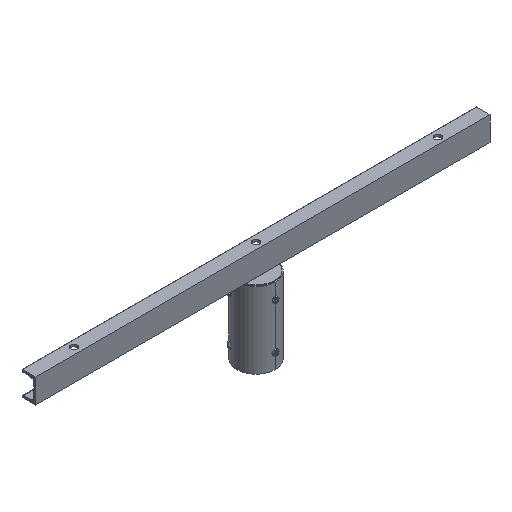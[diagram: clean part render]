
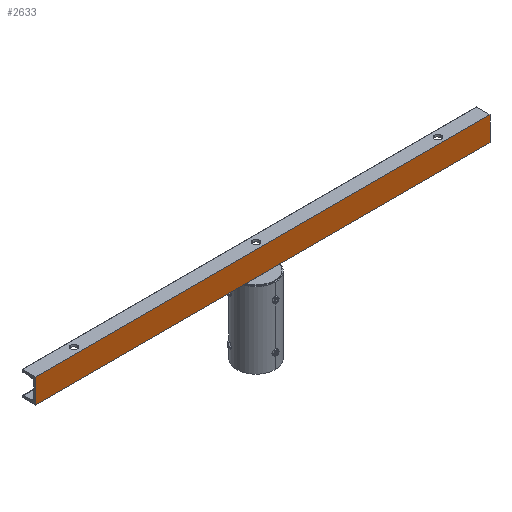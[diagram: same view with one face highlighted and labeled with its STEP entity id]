
A CAD part, isometric view. The second image highlights one B-rep face of the part: STEP entity #2633.
In plain terms, the highlighted face is planar.
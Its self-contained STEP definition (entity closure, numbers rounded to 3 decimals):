
#121 = CARTESIAN_POINT ( 'NONE',  ( 0., 0., -750. ) ) ;
#219 = VERTEX_POINT ( 'NONE', #3329 ) ;
#284 = DIRECTION ( 'NONE',  ( 0., 1., 0. ) ) ;
#354 = VECTOR ( 'NONE', #3457, 1000. ) ;
#428 = VECTOR ( 'NONE', #4331, 1000. ) ;
#585 = DIRECTION ( 'NONE',  ( 1., 0., 0. ) ) ;
#622 = CARTESIAN_POINT ( 'NONE',  ( 0., 80., -750. ) ) ;
#749 = VERTEX_POINT ( 'NONE', #1909 ) ;
#792 = DIRECTION ( 'NONE',  ( 0., 0., -1. ) ) ;
#856 = ORIENTED_EDGE ( 'NONE', *, *, #2232, .F. ) ;
#1280 = VECTOR ( 'NONE', #2599, 1000. ) ;
#1546 = VERTEX_POINT ( 'NONE', #121 ) ;
#1594 = CARTESIAN_POINT ( 'NONE',  ( 0., 80., -750. ) ) ;
#1708 = AXIS2_PLACEMENT_3D ( 'NONE', #3699, #585, #284 ) ;
#1736 = EDGE_CURVE ( 'NONE', #2592, #1546, #3628, .T. ) ;
#1896 = CARTESIAN_POINT ( 'NONE',  ( 0., 80., 750. ) ) ;
#1909 = CARTESIAN_POINT ( 'NONE',  ( 0., 0., 750. ) ) ;
#2111 = ORIENTED_EDGE ( 'NONE', *, *, #3509, .F. ) ;
#2232 = EDGE_CURVE ( 'NONE', #219, #749, #3865, .T. ) ;
#2261 = ORIENTED_EDGE ( 'NONE', *, *, #1736, .T. ) ;
#2337 = EDGE_CURVE ( 'NONE', #219, #2592, #3975, .T. ) ;
#2387 = PLANE ( 'NONE',  #1708 ) ;
#2439 = VECTOR ( 'NONE', #792, 1000. ) ;
#2446 = CARTESIAN_POINT ( 'NONE',  ( 0., 0., 750. ) ) ;
#2592 = VERTEX_POINT ( 'NONE', #622 ) ;
#2599 = DIRECTION ( 'NONE',  ( 0., -1., 0. ) ) ;
#2633 = ADVANCED_FACE ( 'NONE', ( #3037 ), #2387, .F. ) ;
#3037 = FACE_OUTER_BOUND ( 'NONE', #4315, .T. ) ;
#3140 = LINE ( 'NONE', #2446, #2439 ) ;
#3187 = CARTESIAN_POINT ( 'NONE',  ( 0., 80., 750. ) ) ;
#3329 = CARTESIAN_POINT ( 'NONE',  ( 0., 80., 750. ) ) ;
#3457 = DIRECTION ( 'NONE',  ( 0., -1., 0. ) ) ;
#3509 = EDGE_CURVE ( 'NONE', #749, #1546, #3140, .T. ) ;
#3628 = LINE ( 'NONE', #1594, #1280 ) ;
#3699 = CARTESIAN_POINT ( 'NONE',  ( 0., 80., 750. ) ) ;
#3865 = LINE ( 'NONE', #3187, #354 ) ;
#3975 = LINE ( 'NONE', #1896, #428 ) ;
#4229 = ORIENTED_EDGE ( 'NONE', *, *, #2337, .T. ) ;
#4315 = EDGE_LOOP ( 'NONE', ( #2261, #2111, #856, #4229 ) ) ;
#4331 = DIRECTION ( 'NONE',  ( 0., 0., -1. ) ) ;
